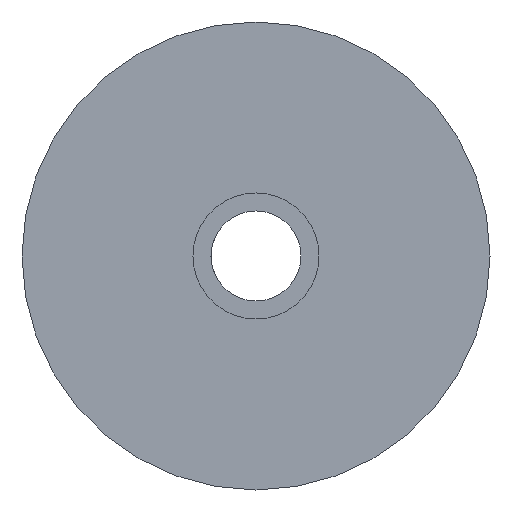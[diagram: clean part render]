
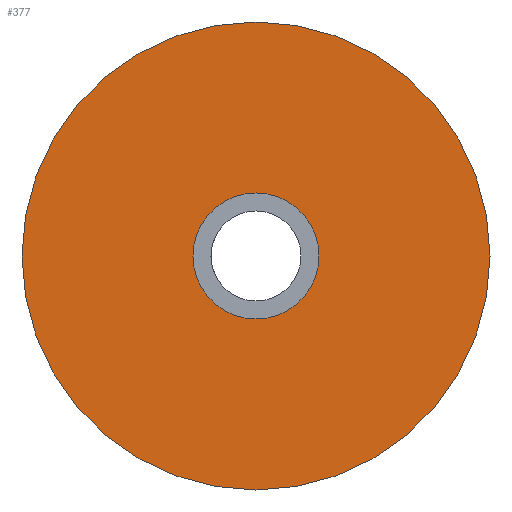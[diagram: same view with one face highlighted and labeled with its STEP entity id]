
A CAD part, left-side view. The second image highlights one B-rep face of the part: STEP entity #377.
In plain terms, the highlighted planar face has unit normal (-1, 0, 0).
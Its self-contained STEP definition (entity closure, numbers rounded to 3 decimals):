
#9 = AXIS2_PLACEMENT_3D ( 'NONE', #791, #374, #439 ) ;
#15 = ORIENTED_EDGE ( 'NONE', *, *, #106, .F. ) ;
#26 = CIRCLE ( 'NONE', #97, 26. ) ;
#28 = EDGE_CURVE ( 'NONE', #831, #122, #26, .T. ) ;
#39 = AXIS2_PLACEMENT_3D ( 'NONE', #840, #507, #774 ) ;
#97 = AXIS2_PLACEMENT_3D ( 'NONE', #411, #674, #332 ) ;
#106 = EDGE_CURVE ( 'NONE', #231, #566, #820, .T. ) ;
#113 = CARTESIAN_POINT ( 'NONE',  ( -4., 0., 7. ) ) ;
#118 = ORIENTED_EDGE ( 'NONE', *, *, #128, .F. ) ;
#122 = VERTEX_POINT ( 'NONE', #173 ) ;
#128 = EDGE_CURVE ( 'NONE', #566, #231, #442, .T. ) ;
#134 = CARTESIAN_POINT ( 'NONE',  ( -4., 0., 0. ) ) ;
#173 = CARTESIAN_POINT ( 'NONE',  ( -4., 0., -26. ) ) ;
#182 = DIRECTION ( 'NONE',  ( 0., 0., 1. ) ) ;
#205 = CARTESIAN_POINT ( 'NONE',  ( -4., 0., 26. ) ) ;
#231 = VERTEX_POINT ( 'NONE', #787 ) ;
#266 = CARTESIAN_POINT ( 'NONE',  ( -4., 0., 0. ) ) ;
#331 = FACE_BOUND ( 'NONE', #748, .T. ) ;
#332 = DIRECTION ( 'NONE',  ( 0., 0., 1. ) ) ;
#368 = AXIS2_PLACEMENT_3D ( 'NONE', #134, #793, #182 ) ;
#374 = DIRECTION ( 'NONE',  ( -1., 0., 0. ) ) ;
#377 = ADVANCED_FACE ( 'NONE', ( #673, #331 ), #608, .T. ) ;
#411 = CARTESIAN_POINT ( 'NONE',  ( -4., 0., 0. ) ) ;
#416 = ORIENTED_EDGE ( 'NONE', *, *, #693, .T. ) ;
#439 = DIRECTION ( 'NONE',  ( 0., 0., 1. ) ) ;
#441 = CIRCLE ( 'NONE', #368, 26. ) ;
#442 = CIRCLE ( 'NONE', #9, 7. ) ;
#484 = EDGE_LOOP ( 'NONE', ( #822, #416 ) ) ;
#507 = DIRECTION ( 'NONE',  ( -1., 0., 0. ) ) ;
#566 = VERTEX_POINT ( 'NONE', #113 ) ;
#608 = PLANE ( 'NONE',  #651 ) ;
#651 = AXIS2_PLACEMENT_3D ( 'NONE', #266, #823, #692 ) ;
#673 = FACE_OUTER_BOUND ( 'NONE', #484, .T. ) ;
#674 = DIRECTION ( 'NONE',  ( -1., 0., 0. ) ) ;
#692 = DIRECTION ( 'NONE',  ( 0., 0., 1. ) ) ;
#693 = EDGE_CURVE ( 'NONE', #122, #831, #441, .T. ) ;
#748 = EDGE_LOOP ( 'NONE', ( #118, #15 ) ) ;
#774 = DIRECTION ( 'NONE',  ( 0., 0., 1. ) ) ;
#787 = CARTESIAN_POINT ( 'NONE',  ( -4., 0., -7. ) ) ;
#791 = CARTESIAN_POINT ( 'NONE',  ( -4., 0., 0. ) ) ;
#793 = DIRECTION ( 'NONE',  ( -1., 0., 0. ) ) ;
#820 = CIRCLE ( 'NONE', #39, 7. ) ;
#822 = ORIENTED_EDGE ( 'NONE', *, *, #28, .T. ) ;
#823 = DIRECTION ( 'NONE',  ( -1., 0., 0. ) ) ;
#831 = VERTEX_POINT ( 'NONE', #205 ) ;
#840 = CARTESIAN_POINT ( 'NONE',  ( -4., 0., 0. ) ) ;
